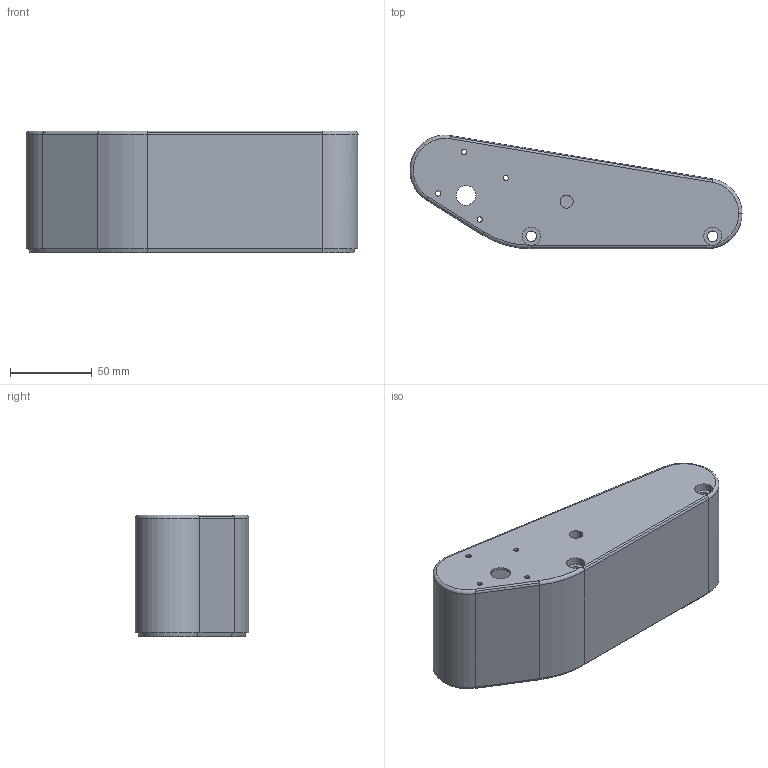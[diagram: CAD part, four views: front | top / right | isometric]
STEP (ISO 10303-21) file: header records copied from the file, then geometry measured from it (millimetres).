
FILE_DESCRIPTION (( 'STEP AP214' ), '1' );
FILE_NAME ('tank-fuselage-mirror.stp.STEP', '2024-02-23T04:09:01', ( '' ), ( '' ), 'SwSTEP 2.0', 'SolidWorks 2023', '' );
FILE_SCHEMA (( 'AUTOMOTIVE_DESIGN' ));
Length unit declared in the file: millimetre
Products named in the file (1): tank-fuselage-mirror.stp
Bounding box: 203.17 x 69.49 x 74.5 mm (x, y, z)
Volume: 85333.7 mm3; surface area: 96370.4 mm2
Topology: 1 solids, 1 shells, 99 faces, 249 edges, 158 vertices
Faces by surface type: cylinder 50, plane 31, torus 10, cone 8
Entity records: 3150 total; most frequent: CARTESIAN_POINT 621, DIRECTION 574, ORIENTED_EDGE 498, EDGE_CURVE 249, AXIS2_PLACEMENT_3D 232, VERTEX_POINT 158, CIRCLE 132, EDGE_LOOP 119
